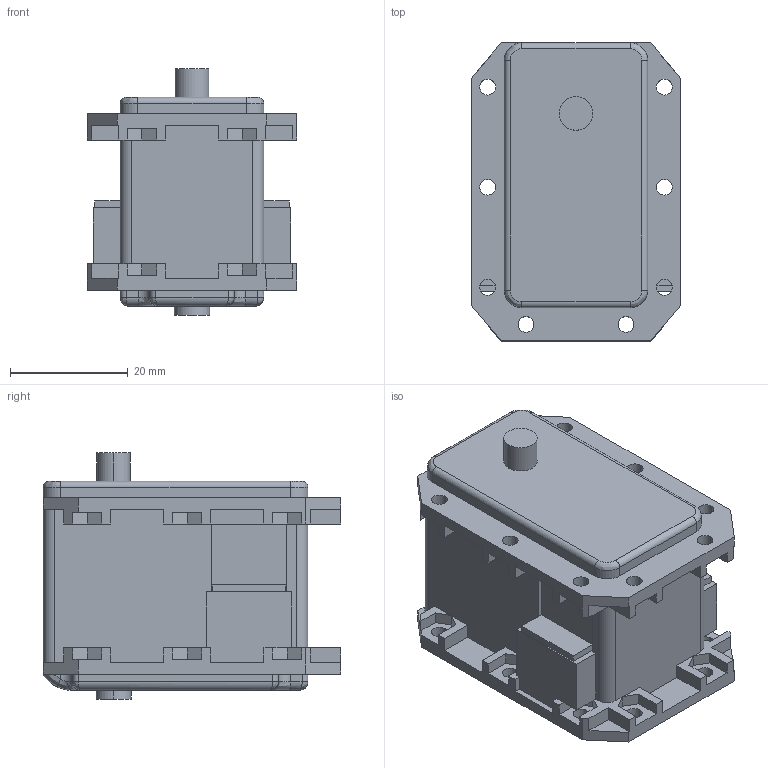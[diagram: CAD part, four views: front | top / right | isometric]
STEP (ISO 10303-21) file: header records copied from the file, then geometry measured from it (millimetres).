
FILE_DESCRIPTION (( 'STEP AP203' ), '1' );
FILE_NAME ('dynamixel_x28series_Défaut_sldprt.STEP', '2023-10-06T19:33:16', ( '' ), ( '' ), 'SwSTEP 2.0', 'SolidWorks 2023', '' );
FILE_SCHEMA (( 'CONFIG_CONTROL_DESIGN' ));
Length unit declared in the file: millimetre
Products named in the file (1): dynamixel_x28series_Défaut_sldprt
Bounding box: 35.6 x 50.6 x 41.85 mm (x, y, z)
Volume: 43259.8 mm3; surface area: 10892 mm2
Topology: 1 solids, 1 shells, 336 faces, 905 edges, 578 vertices
Faces by surface type: plane 241, cylinder 77, bspline 18
Entity records: 11329 total; most frequent: CARTESIAN_POINT 2832, ORIENTED_EDGE 1810, DIRECTION 1637, EDGE_CURVE 905, LINE 735, VECTOR 735, VERTEX_POINT 578, AXIS2_PLACEMENT_3D 451
